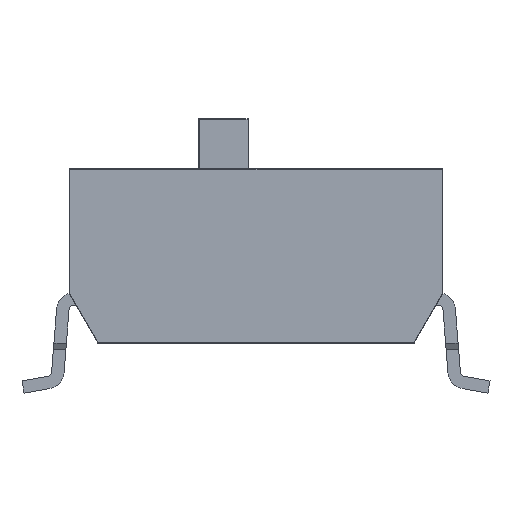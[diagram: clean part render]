
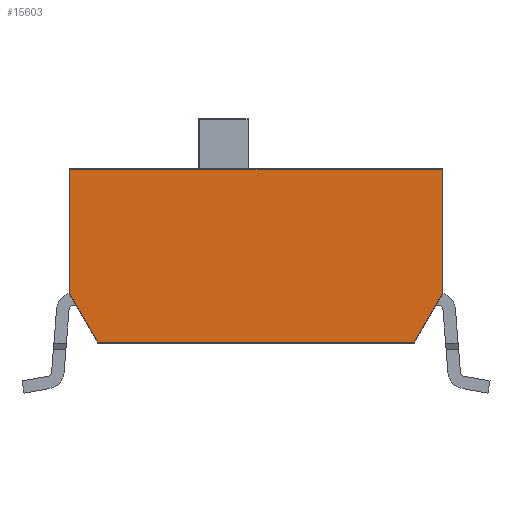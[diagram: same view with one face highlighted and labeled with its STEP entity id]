
A CAD part, left-side view. The second image highlights one B-rep face of the part: STEP entity #15603.
In plain terms, the highlighted planar face has unit normal (-1, 0, 0).
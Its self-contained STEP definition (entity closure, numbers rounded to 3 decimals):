
#2077=FACE_OUTER_BOUND('',#3111,.T.);
#3111=EDGE_LOOP('',(#11668,#11669,#11670,#11671,#11672,#11673));
#4281=LINE('',#24753,#5631);
#4287=LINE('',#24790,#5637);
#4293=LINE('',#24827,#5643);
#4301=LINE('',#24846,#5651);
#4307=LINE('',#24855,#5657);
#4313=LINE('',#24864,#5663);
#5631=VECTOR('',#19812,10.);
#5637=VECTOR('',#19856,10.);
#5643=VECTOR('',#19900,10.);
#5651=VECTOR('',#19924,10.);
#5657=VECTOR('',#19936,10.);
#5663=VECTOR('',#19948,10.);
#6932=VERTEX_POINT('',#24731);
#6936=VERTEX_POINT('',#24745);
#6939=VERTEX_POINT('',#24755);
#6948=VERTEX_POINT('',#24782);
#6951=VERTEX_POINT('',#24792);
#6960=VERTEX_POINT('',#24819);
#8577=EDGE_CURVE('',#6936,#6932,#4281,.T.);
#8595=EDGE_CURVE('',#6948,#6936,#4287,.T.);
#8613=EDGE_CURVE('',#6960,#6948,#4293,.T.);
#8624=EDGE_CURVE('',#6951,#6960,#4301,.T.);
#8630=EDGE_CURVE('',#6939,#6951,#4307,.T.);
#8636=EDGE_CURVE('',#6932,#6939,#4313,.T.);
#11668=ORIENTED_EDGE('',*,*,#8577,.F.);
#11669=ORIENTED_EDGE('',*,*,#8595,.F.);
#11670=ORIENTED_EDGE('',*,*,#8613,.F.);
#11671=ORIENTED_EDGE('',*,*,#8624,.F.);
#11672=ORIENTED_EDGE('',*,*,#8630,.F.);
#11673=ORIENTED_EDGE('',*,*,#8636,.F.);
#15051=PLANE('',#17044);
#15603=ADVANCED_FACE('',(#2077),#15051,.F.);
#17044=AXIS2_PLACEMENT_3D('',#24866,#19951,#19952);
#19812=DIRECTION('',(0.,0.,-1.));
#19856=DIRECTION('',(0.,-1.,0.));
#19900=DIRECTION('',(0.,0.,1.));
#19924=DIRECTION('',(0.,0.5,0.866));
#19936=DIRECTION('',(0.,1.,0.));
#19948=DIRECTION('',(0.,0.5,-0.866));
#19951=DIRECTION('center_axis',(1.,0.,0.));
#19952=DIRECTION('ref_axis',(0.,0.,-1.));
#24731=CARTESIAN_POINT('',(-6.07,-3.74,-2.497));
#24745=CARTESIAN_POINT('',(-6.07,-3.74,-0.01));
#24753=CARTESIAN_POINT('',(-6.07,-3.74,0.));
#24755=CARTESIAN_POINT('',(-6.07,-3.167,-3.49));
#24782=CARTESIAN_POINT('',(-6.07,3.74,-0.01));
#24790=CARTESIAN_POINT('',(-6.07,1.875,-0.01));
#24792=CARTESIAN_POINT('',(-6.07,3.167,-3.49));
#24819=CARTESIAN_POINT('',(-6.07,3.74,-2.497));
#24827=CARTESIAN_POINT('',(-6.07,3.74,-1.25));
#24846=CARTESIAN_POINT('',(-6.07,3.525,-2.869));
#24855=CARTESIAN_POINT('',(-6.07,-1.586,-3.49));
#24864=CARTESIAN_POINT('',(-6.07,-3.814,-2.369));
#24866=CARTESIAN_POINT('Origin',(-6.07,0.,0.));
